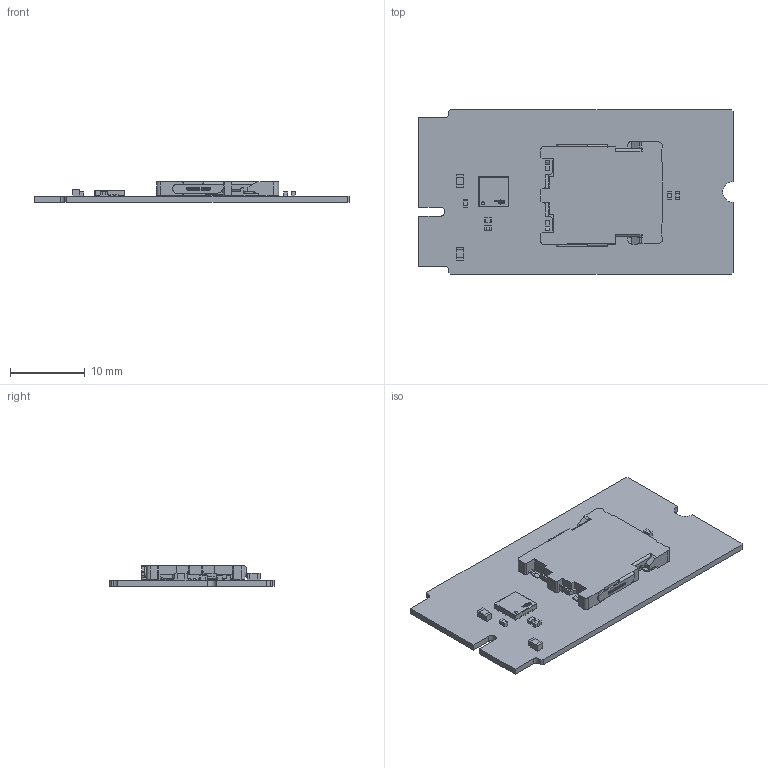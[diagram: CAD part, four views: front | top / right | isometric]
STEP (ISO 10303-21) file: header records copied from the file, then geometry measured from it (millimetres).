
FILE_DESCRIPTION(('Open CASCADE Model'),'2;1');
FILE_NAME('Open CASCADE Shape Model','2021-02-11T08:53:26',('Author'),( 'Open CASCADE'),'Open CASCADE STEP processor 6.8','Open CASCADE 6.8' ,'Unknown');
FILE_SCHEMA(('AUTOMOTIVE_DESIGN { 1 0 10303 214 1 1 1 1 }'));
Length unit declared in the file: millimetre
Products named in the file (41): PCB; Board; Open CASCADE STEP translator 6.8 9.1.1; C6; 5723037904; Extruded; 5723038464; C3; U1; IC_Maxim_MAX13035EETE+_eec; Maxim_MAX13035EETE+_2; Maxim_MAX13035EETE+_1; Maxim_Integrated_Logo___; X2; K3D-ST1W008S4A-R2_JAE_Connector_Division_Proprietary; C7; 6508066336; 6508066176; C5; 6508065216; 6508065056; C4; 6506848976; 6506848816; 6506848656; C2; C1; 6508065936; 6508065776; 6508065616
Assembly tree (49 placements, depth 4):
  PCB
    Board
      Open CASCADE STEP translator 6.8 9.1.1
    C6
      5723037904
        Extruded
      5723038464  x2
        Extruded
    C3
      5723037904
        Extruded
      5723038464  x2
        Extruded
    U1
      IC_Maxim_MAX13035EETE+_eec
        Maxim_MAX13035EETE+_2
        Maxim_MAX13035EETE+_1
        Maxim_Integrated_Logo___
    X2
      K3D-ST1W008S4A-R2_JAE_Connector_Division_Proprietary
    C7
      6508066336
        Extruded
      6508066176  x2
        Extruded
    C5
      6508065216
        Extruded
      6508065056  x2
        Extruded
    C4
      6506848976
        Extruded
      6506848816
        Extruded
      6506848656
        Extruded
    C2
      6508066336
        Extruded
      6508066176  x2
        Extruded
    C1
      6508065936
        Extruded
      6508065776
        Extruded
      6508065616
        Extruded
Bounding box: 42 x 21.99 x 2.73 mm (x, y, z)
Volume: 1127.9 mm3; surface area: 2641.4 mm2
Topology: 58 solids, 58 shells, 1054 faces, 2669 edges, 1742 vertices
Faces by surface type: plane 734, bspline 212, cylinder 81, revolution 16, cone 6, sphere 5
Full cylindrical faces by diameter (mm): 0.381 x1
Entity records: 31513 total; most frequent: CARTESIAN_POINT 7474, ORIENTED_EDGE 5120, DIRECTION 3993, EDGE_CURVE 2560, LINE 1915, VECTOR 1915, VERTEX_POINT 1670, FACE_BOUND 1032
